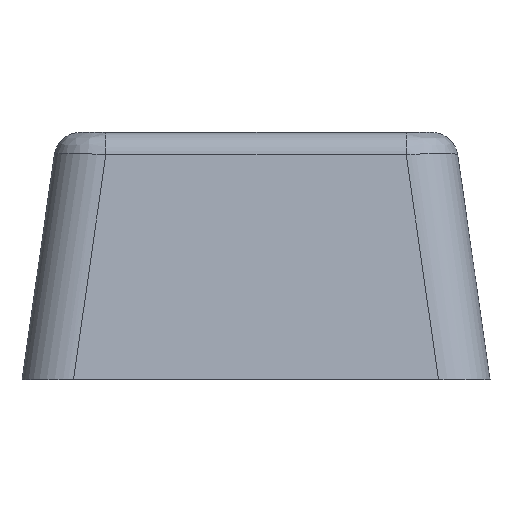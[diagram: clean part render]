
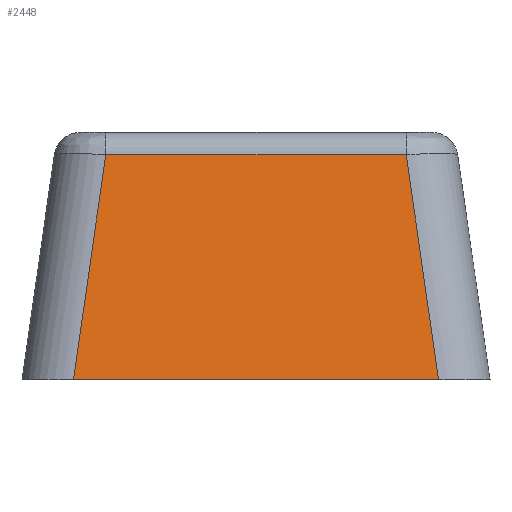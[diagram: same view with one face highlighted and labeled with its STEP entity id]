
A CAD part, left-side view. The second image highlights one B-rep face of the part: STEP entity #2448.
In plain terms, the highlighted planar face has unit normal (-0.99, 0, 0.142).
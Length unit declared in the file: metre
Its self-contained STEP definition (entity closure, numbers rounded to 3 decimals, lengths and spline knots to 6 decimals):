
#240=ORIENTED_EDGE('',*,*,#958,.T.);
#241=ORIENTED_EDGE('',*,*,#972,.T.);
#242=ORIENTED_EDGE('',*,*,#973,.T.);
#243=ORIENTED_EDGE('',*,*,#974,.T.);
#958=EDGE_CURVE('',#1325,#1324,#1542,.T.);
#972=EDGE_CURVE('',#1324,#1338,#1549,.T.);
#973=EDGE_CURVE('',#1338,#1339,#1550,.F.);
#974=EDGE_CURVE('',#1339,#1325,#1551,.F.);
#1324=VERTEX_POINT('',#3552);
#1325=VERTEX_POINT('',#3554);
#1338=VERTEX_POINT('',#3582);
#1339=VERTEX_POINT('',#3584);
#1542=LINE('',#3553,#1826);
#1549=LINE('',#3581,#1833);
#1550=LINE('',#3583,#1834);
#1551=LINE('',#3585,#1835);
#1826=VECTOR('',#2859,1.);
#1833=VECTOR('',#2882,1.);
#1834=VECTOR('',#2883,1.);
#1835=VECTOR('',#2884,1.);
#2057=EDGE_LOOP('',(#240,#241,#242,#243));
#2209=FACE_BOUND('',#2057,.T.);
#2352=PLANE('',#2623);
#2448=ADVANCED_FACE('',(#2209),#2352,.T.);
#2623=AXIS2_PLACEMENT_3D('',#3580,#2880,#2881);
#2859=DIRECTION('',(0.,-1.,0.));
#2880=DIRECTION('',(-0.99,0.,0.142));
#2881=DIRECTION('',(0.142,0.,0.99));
#2882=DIRECTION('',(0.141,0.141,0.98));
#2883=DIRECTION('',(0.,-1.,0.));
#2884=DIRECTION('',(0.141,-0.141,0.98));
#3552=CARTESIAN_POINT('',(0.1755,0.00198,0.));
#3553=CARTESIAN_POINT('',(0.1755,0.009,0.));
#3554=CARTESIAN_POINT('',(0.1755,0.01602,0.));
#3580=CARTESIAN_POINT('',(0.1755,0.,0.));
#3581=CARTESIAN_POINT('',(0.175461,0.00194,-0.000273));
#3582=CARTESIAN_POINT('',(0.176743,0.003223,0.008642));
#3583=CARTESIAN_POINT('',(0.176743,0.,0.008642));
#3584=CARTESIAN_POINT('',(0.176743,0.014777,0.008642));
#3585=CARTESIAN_POINT('',(0.175818,0.015702,0.002213));
